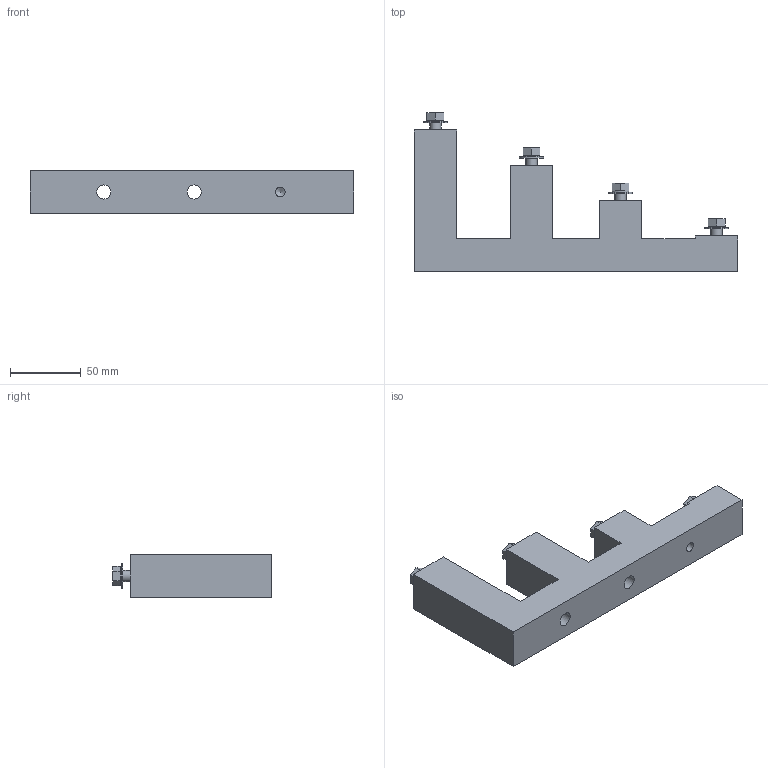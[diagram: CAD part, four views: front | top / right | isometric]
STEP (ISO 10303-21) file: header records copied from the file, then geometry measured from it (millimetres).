
FILE_DESCRIPTION (( 'STEP AP203' ), '1' );
FILE_NAME ('YIS11-4-30-8-B Èçîëÿòîð ñòóïåí÷àòûé ÈÑâ4-30 (Ì8) ñèëîâîé ñ áîëòîì ÈÝÊ.STEP', '2016-09-15T08:47:17', ( '' ), ( '' ), 'SwSTEP 2.0', 'SolidWorks 2014', '' );
FILE_SCHEMA (( 'CONFIG_CONTROL_DESIGN' ));
Length unit declared in the file: millimetre
Products named in the file (1): YIS11-4-30-8-B Èçîëÿòîð ñòóïåí÷àòûé ÈÑâ4-30 (Ì8) ñèëîâîé ñ áîëòîì ÈÝÊ
Bounding box: 229 x 112.3 x 30 mm (x, y, z)
Volume: 297302.4 mm3; surface area: 50490.8 mm2
Topology: 1 solids, 5 shells, 120 faces, 280 edges, 180 vertices
Faces by surface type: plane 96, cylinder 19, cone 5
Full cylindrical faces by diameter (mm): 6.8 x5, 8 x4, 10 x2, 12 x4, 17 x4
Entity records: 3177 total; most frequent: DIRECTION 538, CARTESIAN_POINT 521, ORIENTED_EDGE 476, EDGE_CURVE 238, VECTOR 180, LINE 180, AXIS2_PLACEMENT_3D 179, VERTEX_POINT 162
